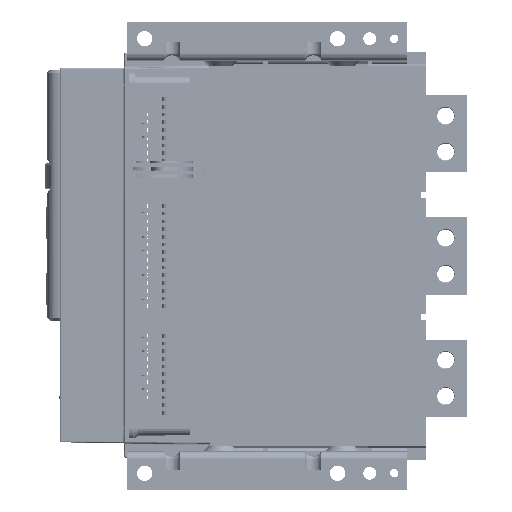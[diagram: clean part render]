
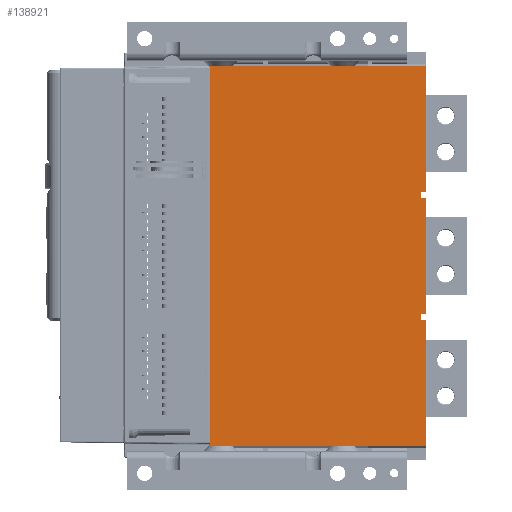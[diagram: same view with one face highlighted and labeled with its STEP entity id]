
A CAD part, front view. The second image highlights one B-rep face of the part: STEP entity #138921.
In plain terms, the highlighted planar face has unit normal (0, -1, 0).
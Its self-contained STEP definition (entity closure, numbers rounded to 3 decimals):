
#4968=DIRECTION('',(0.,0.,-1.));
#4969=VECTOR('',#4968,2.);
#4970=CARTESIAN_POINT('',(-168.,0.,195.5));
#4971=LINE('',#4970,#4969);
#4972=DIRECTION('',(1.,0.,0.));
#4973=VECTOR('',#4972,168.);
#4974=CARTESIAN_POINT('',(-168.,0.,195.5));
#4975=LINE('',#4974,#4973);
#4976=DIRECTION('',(1.,0.,0.));
#4977=VECTOR('',#4976,4.);
#4978=CARTESIAN_POINT('',(-4.,0.,97.5));
#4979=LINE('',#4978,#4977);
#4980=DIRECTION('',(0.,0.,1.));
#4981=VECTOR('',#4980,90.);
#4982=CARTESIAN_POINT('',(0.,0.,2.5));
#4983=LINE('',#4982,#4981);
#4984=DIRECTION('',(1.,0.,0.));
#4985=VECTOR('',#4984,4.);
#4986=CARTESIAN_POINT('',(-4.,0.,2.5));
#4987=LINE('',#4986,#4985);
#4988=DIRECTION('',(0.,0.,1.));
#4989=VECTOR('',#4988,5.);
#4990=CARTESIAN_POINT('',(-4.,0.,-2.5));
#4991=LINE('',#4990,#4989);
#4992=DIRECTION('',(0.,0.,1.));
#4993=VECTOR('',#4992,98.);
#4994=CARTESIAN_POINT('',(0.,0.,-100.5));
#4995=LINE('',#4994,#4993);
#4996=DIRECTION('',(-1.,0.,0.));
#4997=VECTOR('',#4996,168.);
#4998=CARTESIAN_POINT('',(0.,0.,-100.5));
#4999=LINE('',#4998,#4997);
#5000=DIRECTION('',(0.,0.,-1.));
#5001=VECTOR('',#5000,3.);
#5002=CARTESIAN_POINT('',(-168.,0.,-97.5));
#5003=LINE('',#5002,#5001);
#5004=DIRECTION('',(0.,0.,1.));
#5005=VECTOR('',#5004,291.);
#5006=CARTESIAN_POINT('',(-168.,0.,-97.5));
#5007=LINE('',#5006,#5005);
#35942=DIRECTION('',(1.,0.,0.));
#35943=VECTOR('',#35942,4.);
#35944=CARTESIAN_POINT('',(-4.,0.,-2.5));
#35945=LINE('',#35944,#35943);
#78557=DIRECTION('',(0.,0.,-1.));
#78558=VECTOR('',#78557,98.);
#78559=CARTESIAN_POINT('',(0.,0.,195.5));
#78560=LINE('',#78559,#78558);
#78899=DIRECTION('',(1.,0.,0.));
#78900=VECTOR('',#78899,4.);
#78901=CARTESIAN_POINT('',(-4.,0.,92.5));
#78902=LINE('',#78901,#78900);
#78907=DIRECTION('',(0.,0.,-1.));
#78908=VECTOR('',#78907,5.);
#78909=CARTESIAN_POINT('',(-4.,0.,97.5));
#78910=LINE('',#78909,#78908);
#105063=CARTESIAN_POINT('',(0.,0.,2.5));
#105065=VERTEX_POINT('',#105063);
#105080=CARTESIAN_POINT('',(0.,0.,92.5));
#105081=VERTEX_POINT('',#105080);
#105252=CARTESIAN_POINT('',(0.,0.,195.5));
#105253=VERTEX_POINT('',#105252);
#105254=CARTESIAN_POINT('',(0.,0.,97.5));
#105255=VERTEX_POINT('',#105254);
#105440=CARTESIAN_POINT('',(0.,0.,-2.5));
#105441=VERTEX_POINT('',#105440);
#105442=CARTESIAN_POINT('',(0.,0.,-100.5));
#105443=VERTEX_POINT('',#105442);
#105646=CARTESIAN_POINT('',(-4.,0.,-2.5));
#105647=VERTEX_POINT('',#105646);
#105648=CARTESIAN_POINT('',(-4.,0.,2.5));
#105649=VERTEX_POINT('',#105648);
#105650=CARTESIAN_POINT('',(-4.,0.,92.5));
#105651=VERTEX_POINT('',#105650);
#105652=CARTESIAN_POINT('',(-4.,0.,97.5));
#105653=VERTEX_POINT('',#105652);
#111270=CARTESIAN_POINT('',(-168.,0.,-100.5));
#111271=VERTEX_POINT('',#111270);
#111272=CARTESIAN_POINT('',(-168.,0.,195.5));
#111273=VERTEX_POINT('',#111272);
#122756=CARTESIAN_POINT('',(-168.,0.,-97.5));
#122757=CARTESIAN_POINT('',(-168.,0.,193.5));
#122758=VERTEX_POINT('',#122756);
#122759=VERTEX_POINT('',#122757);
#138888=CARTESIAN_POINT('',(0.,0.,47.5));
#138889=DIRECTION('',(0.,-1.,0.));
#138890=DIRECTION('',(0.,0.,1.));
#138891=AXIS2_PLACEMENT_3D('',#138888,#138889,#138890);
#138892=PLANE('',#138891);
#138894=ORIENTED_EDGE('',*,*,#138893,.F.);
#138896=ORIENTED_EDGE('',*,*,#138895,.T.);
#138898=ORIENTED_EDGE('',*,*,#138897,.T.);
#138900=ORIENTED_EDGE('',*,*,#138899,.F.);
#138902=ORIENTED_EDGE('',*,*,#138901,.T.);
#138904=ORIENTED_EDGE('',*,*,#138903,.T.);
#138906=ORIENTED_EDGE('',*,*,#138905,.F.);
#138908=ORIENTED_EDGE('',*,*,#138907,.F.);
#138910=ORIENTED_EDGE('',*,*,#138909,.F.);
#138912=ORIENTED_EDGE('',*,*,#138911,.T.);
#138914=ORIENTED_EDGE('',*,*,#138913,.F.);
#138916=ORIENTED_EDGE('',*,*,#138915,.T.);
#138917=ORIENTED_EDGE('',*,*,#138877,.F.);
#138918=ORIENTED_EDGE('',*,*,#138452,.T.);
#138919=EDGE_LOOP('',(#138894,#138896,#138898,#138900,#138902,#138904,#138906,
#138908,#138910,#138912,#138914,#138916,#138917,#138918));
#138920=FACE_OUTER_BOUND('',#138919,.F.);
#138921=ADVANCED_FACE('',(#138920),#138892,.T.);
#138452=EDGE_CURVE('',#122758,#122759,#5007,.T.);
#138877=EDGE_CURVE('',#122758,#111271,#5003,.T.);
#138893=EDGE_CURVE('',#111273,#122759,#4971,.T.);
#138895=EDGE_CURVE('',#111273,#105253,#4975,.T.);
#138897=EDGE_CURVE('',#105253,#105255,#78560,.T.);
#138899=EDGE_CURVE('',#105653,#105255,#4979,.T.);
#138901=EDGE_CURVE('',#105653,#105651,#78910,.T.);
#138903=EDGE_CURVE('',#105651,#105081,#78902,.T.);
#138905=EDGE_CURVE('',#105065,#105081,#4983,.T.);
#138907=EDGE_CURVE('',#105649,#105065,#4987,.T.);
#138909=EDGE_CURVE('',#105647,#105649,#4991,.T.);
#138911=EDGE_CURVE('',#105647,#105441,#35945,.T.);
#138913=EDGE_CURVE('',#105443,#105441,#4995,.T.);
#138915=EDGE_CURVE('',#105443,#111271,#4999,.T.);
